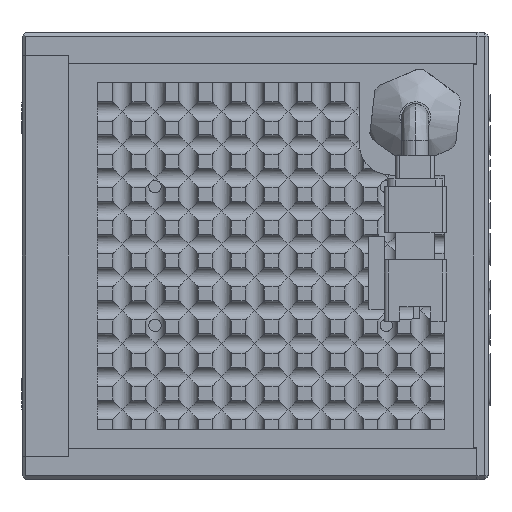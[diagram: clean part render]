
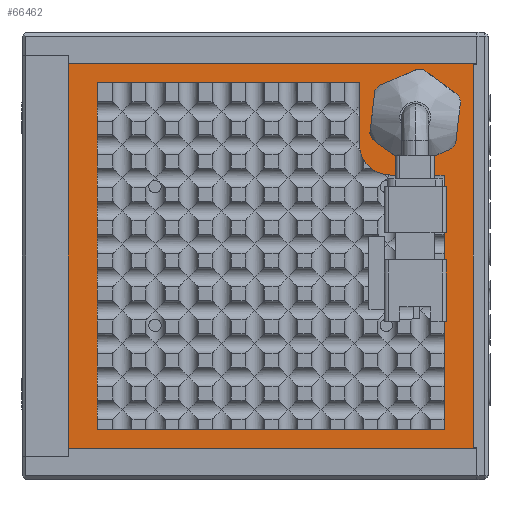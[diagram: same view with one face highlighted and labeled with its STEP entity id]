
A CAD part, left-side view. The second image highlights one B-rep face of the part: STEP entity #66462.
In plain terms, the highlighted planar face has unit normal (-1, 0, 0).
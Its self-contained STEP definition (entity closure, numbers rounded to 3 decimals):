
#171 = CARTESIAN_POINT ( 'NONE',  ( -57.974, -6.224, 3. ) ) ;
#422 = EDGE_CURVE ( 'NONE', #33460, #59418, #12237, .T. ) ;
#460 = LINE ( 'NONE', #61508, #42829 ) ;
#1921 = DIRECTION ( 'NONE',  ( -1., 0., 0. ) ) ;
#2267 = VECTOR ( 'NONE', #41559, 1000. ) ;
#3001 = CARTESIAN_POINT ( 'NONE',  ( -57.974, 5.527, 39.1 ) ) ;
#3613 = VERTEX_POINT ( 'NONE', #3001 ) ;
#3674 = FACE_BOUND ( 'NONE', #60098, .T. ) ;
#3748 = DIRECTION ( 'NONE',  ( 0., 0., -1. ) ) ;
#5164 = DIRECTION ( 'NONE',  ( 0., 0., -1. ) ) ;
#5490 = ORIENTED_EDGE ( 'NONE', *, *, #63830, .F. ) ;
#6669 = AXIS2_PLACEMENT_3D ( 'NONE', #20224, #57307, #25505 ) ;
#6994 = AXIS2_PLACEMENT_3D ( 'NONE', #13816, #50863, #19119 ) ;
#7325 = ORIENTED_EDGE ( 'NONE', *, *, #26608, .F. ) ;
#7545 = EDGE_CURVE ( 'NONE', #60380, #11944, #17148, .T. ) ;
#8077 = CARTESIAN_POINT ( 'NONE',  ( -57.974, 20.526, 3. ) ) ;
#9269 = ORIENTED_EDGE ( 'NONE', *, *, #26765, .F. ) ;
#9419 = DIRECTION ( 'NONE',  ( -1., 0., 0. ) ) ;
#11088 = ORIENTED_EDGE ( 'NONE', *, *, #57686, .F. ) ;
#11207 = EDGE_CURVE ( 'NONE', #3613, #20433, #59220, .T. ) ;
#11944 = VERTEX_POINT ( 'NONE', #56488 ) ;
#12237 = CIRCLE ( 'NONE', #38201, 1.1 ) ;
#13166 = ORIENTED_EDGE ( 'NONE', *, *, #57635, .F. ) ;
#13729 = CARTESIAN_POINT ( 'NONE',  ( -57.974, 5.527, 21.1 ) ) ;
#13816 = CARTESIAN_POINT ( 'NONE',  ( -57.974, 20.526, 29. ) ) ;
#14443 = FACE_BOUND ( 'NONE', #61315, .T. ) ;
#14464 = AXIS2_PLACEMENT_3D ( 'NONE', #67191, #35524, #3748 ) ;
#15457 = VECTOR ( 'NONE', #29365, 1000. ) ;
#16123 = FACE_BOUND ( 'NONE', #57494, .T. ) ;
#16194 = CARTESIAN_POINT ( 'NONE',  ( -57.974, 35.527, 38. ) ) ;
#16387 = VERTEX_POINT ( 'NONE', #56202 ) ;
#16872 = EDGE_CURVE ( 'NONE', #27961, #49791, #21496, .T. ) ;
#17148 = LINE ( 'NONE', #8077, #15457 ) ;
#17526 = ORIENTED_EDGE ( 'NONE', *, *, #43321, .F. ) ;
#18639 = CARTESIAN_POINT ( 'NONE',  ( -57.974, 35.527, 39.1 ) ) ;
#18901 = PLANE ( 'NONE',  #6994 ) ;
#19076 = AXIS2_PLACEMENT_3D ( 'NONE', #16194, #53221, #21489 ) ;
#19119 = DIRECTION ( 'NONE',  ( 0., 0., -1. ) ) ;
#19603 = DIRECTION ( 'NONE',  ( -1., 0., 0. ) ) ;
#20224 = CARTESIAN_POINT ( 'NONE',  ( -57.974, 5.527, 20. ) ) ;
#20433 = VERTEX_POINT ( 'NONE', #50335 ) ;
#20959 = DIRECTION ( 'NONE',  ( -1., 0., 0. ) ) ;
#21122 = CARTESIAN_POINT ( 'NONE',  ( -57.974, -6.224, 29. ) ) ;
#21465 = CIRCLE ( 'NONE', #19076, 1.1 ) ;
#21489 = DIRECTION ( 'NONE',  ( 0., 0., -1. ) ) ;
#21496 = CIRCLE ( 'NONE', #14464, 1.1 ) ;
#21682 = CIRCLE ( 'NONE', #6669, 1.1 ) ;
#22802 = VERTEX_POINT ( 'NONE', #54582 ) ;
#24861 = VERTEX_POINT ( 'NONE', #41353 ) ;
#25349 = CARTESIAN_POINT ( 'NONE',  ( -57.974, 35.527, 21.1 ) ) ;
#25505 = DIRECTION ( 'NONE',  ( 0., 0., -1. ) ) ;
#25803 = AXIS2_PLACEMENT_3D ( 'NONE', #28299, #65409, #33702 ) ;
#26608 = EDGE_CURVE ( 'NONE', #20433, #3613, #47398, .T. ) ;
#26661 = EDGE_CURVE ( 'NONE', #49791, #27961, #21682, .T. ) ;
#26765 = EDGE_CURVE ( 'NONE', #52496, #60380, #63134, .T. ) ;
#27619 = AXIS2_PLACEMENT_3D ( 'NONE', #52688, #20959, #58059 ) ;
#27961 = VERTEX_POINT ( 'NONE', #34280 ) ;
#28299 = CARTESIAN_POINT ( 'NONE',  ( -57.974, 5.527, 38. ) ) ;
#28300 = CIRCLE ( 'NONE', #60243, 1.1 ) ;
#28500 = FACE_BOUND ( 'NONE', #48440, .T. ) ;
#28520 = VERTEX_POINT ( 'NONE', #18639 ) ;
#28826 = CARTESIAN_POINT ( 'NONE',  ( -57.974, 35.527, 20. ) ) ;
#29365 = DIRECTION ( 'NONE',  ( 0., 1., 0. ) ) ;
#29381 = EDGE_CURVE ( 'NONE', #22802, #28520, #21465, .T. ) ;
#29625 = EDGE_LOOP ( 'NONE', ( #33140, #35216, #9269, #5490 ) ) ;
#29831 = ORIENTED_EDGE ( 'NONE', *, *, #11207, .F. ) ;
#30206 = DIRECTION ( 'NONE',  ( -1., 0., 0. ) ) ;
#30368 = ORIENTED_EDGE ( 'NONE', *, *, #422, .F. ) ;
#31660 = CIRCLE ( 'NONE', #56668, 1.1 ) ;
#32850 = AXIS2_PLACEMENT_3D ( 'NONE', #61951, #30206, #67233 ) ;
#33140 = ORIENTED_EDGE ( 'NONE', *, *, #41518, .F. ) ;
#33460 = VERTEX_POINT ( 'NONE', #61861 ) ;
#33686 = CARTESIAN_POINT ( 'NONE',  ( -57.974, 1.776, 47. ) ) ;
#33702 = DIRECTION ( 'NONE',  ( 0., 0., -1. ) ) ;
#34202 = DIRECTION ( 'NONE',  ( 0., 0., -1. ) ) ;
#34280 = CARTESIAN_POINT ( 'NONE',  ( -57.974, 5.527, 18.9 ) ) ;
#34969 = VECTOR ( 'NONE', #5164, 1000. ) ;
#35115 = DIRECTION ( 'NONE',  ( 0., 0., 1. ) ) ;
#35216 = ORIENTED_EDGE ( 'NONE', *, *, #7545, .F. ) ;
#35524 = DIRECTION ( 'NONE',  ( -1., 0., 0. ) ) ;
#38201 = AXIS2_PLACEMENT_3D ( 'NONE', #28826, #65877, #34202 ) ;
#38996 = DIRECTION ( 'NONE',  ( 0., 0., 1. ) ) ;
#40615 = ORIENTED_EDGE ( 'NONE', *, *, #45545, .F. ) ;
#41162 = CARTESIAN_POINT ( 'NONE',  ( -57.974, 35.527, 20. ) ) ;
#41353 = CARTESIAN_POINT ( 'NONE',  ( -57.974, 47.276, 55. ) ) ;
#41518 = EDGE_CURVE ( 'NONE', #11944, #24861, #460, .T. ) ;
#41559 = DIRECTION ( 'NONE',  ( 0., -1., 0. ) ) ;
#41756 = EDGE_LOOP ( 'NONE', ( #7325, #29831 ) ) ;
#42682 = FACE_BOUND ( 'NONE', #41756, .T. ) ;
#42829 = VECTOR ( 'NONE', #35115, 1000. ) ;
#43026 = AXIS2_PLACEMENT_3D ( 'NONE', #33686, #1921, #38996 ) ;
#43321 = EDGE_CURVE ( 'NONE', #16387, #67920, #58973, .T. ) ;
#45545 = EDGE_CURVE ( 'NONE', #67920, #16387, #56898, .T. ) ;
#46503 = DIRECTION ( 'NONE',  ( 0., 0., -1. ) ) ;
#47398 = CIRCLE ( 'NONE', #32850, 1.1 ) ;
#48440 = EDGE_LOOP ( 'NONE', ( #30368, #11088 ) ) ;
#49417 = CARTESIAN_POINT ( 'NONE',  ( -57.974, -6.224, 55. ) ) ;
#49791 = VERTEX_POINT ( 'NONE', #13729 ) ;
#50054 = CARTESIAN_POINT ( 'NONE',  ( -57.974, 1.776, 50.4 ) ) ;
#50335 = CARTESIAN_POINT ( 'NONE',  ( -57.974, 5.527, 36.9 ) ) ;
#50863 = DIRECTION ( 'NONE',  ( 1., 0., 0. ) ) ;
#51366 = CARTESIAN_POINT ( 'NONE',  ( -57.974, 35.527, 38. ) ) ;
#52496 = VERTEX_POINT ( 'NONE', #49417 ) ;
#52688 = CARTESIAN_POINT ( 'NONE',  ( -57.974, 1.776, 47. ) ) ;
#53221 = DIRECTION ( 'NONE',  ( -1., 0., 0. ) ) ;
#53446 = ORIENTED_EDGE ( 'NONE', *, *, #16872, .F. ) ;
#54582 = CARTESIAN_POINT ( 'NONE',  ( -57.974, 35.527, 36.9 ) ) ;
#56202 = CARTESIAN_POINT ( 'NONE',  ( -57.974, 1.776, 43.6 ) ) ;
#56488 = CARTESIAN_POINT ( 'NONE',  ( -57.974, 47.276, 3. ) ) ;
#56668 = AXIS2_PLACEMENT_3D ( 'NONE', #51366, #19603, #56674 ) ;
#56674 = DIRECTION ( 'NONE',  ( 0., 0., -1. ) ) ;
#56723 = FACE_OUTER_BOUND ( 'NONE', #29625, .T. ) ;
#56898 = CIRCLE ( 'NONE', #43026, 3.4 ) ;
#57307 = DIRECTION ( 'NONE',  ( -1., 0., 0. ) ) ;
#57494 = EDGE_LOOP ( 'NONE', ( #53446, #61953 ) ) ;
#57635 = EDGE_CURVE ( 'NONE', #28520, #22802, #31660, .T. ) ;
#57686 = EDGE_CURVE ( 'NONE', #59418, #33460, #28300, .T. ) ;
#58059 = DIRECTION ( 'NONE',  ( 0., 0., 1. ) ) ;
#58635 = LINE ( 'NONE', #67933, #2267 ) ;
#58973 = CIRCLE ( 'NONE', #27619, 3.4 ) ;
#59220 = CIRCLE ( 'NONE', #25803, 1.1 ) ;
#59418 = VERTEX_POINT ( 'NONE', #25349 ) ;
#60098 = EDGE_LOOP ( 'NONE', ( #40615, #17526 ) ) ;
#60243 = AXIS2_PLACEMENT_3D ( 'NONE', #41162, #9419, #46503 ) ;
#60380 = VERTEX_POINT ( 'NONE', #171 ) ;
#61315 = EDGE_LOOP ( 'NONE', ( #66438, #13166 ) ) ;
#61508 = CARTESIAN_POINT ( 'NONE',  ( -57.974, 47.276, 29. ) ) ;
#61861 = CARTESIAN_POINT ( 'NONE',  ( -57.974, 35.527, 18.9 ) ) ;
#61951 = CARTESIAN_POINT ( 'NONE',  ( -57.974, 5.527, 38. ) ) ;
#61953 = ORIENTED_EDGE ( 'NONE', *, *, #26661, .F. ) ;
#63134 = LINE ( 'NONE', #21122, #34969 ) ;
#63830 = EDGE_CURVE ( 'NONE', #24861, #52496, #58635, .T. ) ;
#65409 = DIRECTION ( 'NONE',  ( -1., 0., 0. ) ) ;
#65877 = DIRECTION ( 'NONE',  ( -1., 0., 0. ) ) ;
#66438 = ORIENTED_EDGE ( 'NONE', *, *, #29381, .F. ) ;
#66462 = ADVANCED_FACE ( 'NONE', ( #56723, #3674, #16123, #42682, #28500, #14443 ), #18901, .F. ) ;
#67191 = CARTESIAN_POINT ( 'NONE',  ( -57.974, 5.527, 20. ) ) ;
#67233 = DIRECTION ( 'NONE',  ( 0., 0., -1. ) ) ;
#67920 = VERTEX_POINT ( 'NONE', #50054 ) ;
#67933 = CARTESIAN_POINT ( 'NONE',  ( -57.974, 20.526, 55. ) ) ;
